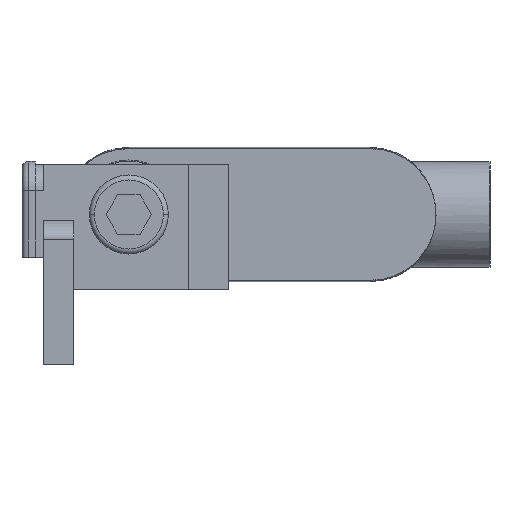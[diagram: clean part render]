
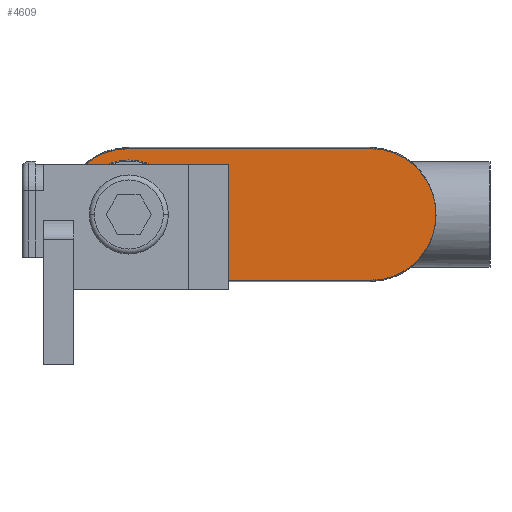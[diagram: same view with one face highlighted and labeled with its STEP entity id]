
A CAD part, left-side view. The second image highlights one B-rep face of the part: STEP entity #4609.
In plain terms, the highlighted face is planar.
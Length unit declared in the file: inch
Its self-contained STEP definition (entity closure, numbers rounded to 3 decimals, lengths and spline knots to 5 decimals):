
#500 = CARTESIAN_POINT ( 'NONE',  ( -1.2045, 0.58, -0.66038 ) ) ;
#774 = DIRECTION ( 'NONE',  ( 0., 0., 1. ) ) ;
#849 = ORIENTED_EDGE ( 'NONE', *, *, #5343, .F. ) ;
#978 = DIRECTION ( 'NONE',  ( 1., 0., 0. ) ) ;
#986 = FACE_BOUND ( 'NONE', #2498, .T. ) ;
#1185 = CARTESIAN_POINT ( 'NONE',  ( -1.2045, 0.58, 0.66038 ) ) ;
#1243 = CARTESIAN_POINT ( 'NONE',  ( -1.2045, 0.58, 0. ) ) ;
#1422 = FACE_OUTER_BOUND ( 'NONE', #6110, .T. ) ;
#1535 = CARTESIAN_POINT ( 'NONE',  ( -1.2045, 0.58, -0.545 ) ) ;
#1572 = DIRECTION ( 'NONE',  ( 0., 1., 0. ) ) ;
#1708 = CARTESIAN_POINT ( 'NONE',  ( -1.2045, 0.58, 0. ) ) ;
#1726 = EDGE_CURVE ( 'NONE', #4004, #6128, #5117, .T. ) ;
#2498 = EDGE_LOOP ( 'NONE', ( #849, #2624 ) ) ;
#2530 = CARTESIAN_POINT ( 'NONE',  ( -1.2045, 0.58, -0.66038 ) ) ;
#2624 = ORIENTED_EDGE ( 'NONE', *, *, #6772, .F. ) ;
#2643 = VERTEX_POINT ( 'NONE', #5475 ) ;
#2671 = CIRCLE ( 'NONE', #6062, 0.66038 ) ;
#2697 = EDGE_CURVE ( 'NONE', #6128, #8121, #7479, .T. ) ;
#2866 = VECTOR ( 'NONE', #978, 39.37008 ) ;
#2952 = CARTESIAN_POINT ( 'NONE',  ( -1.2045, 0.58, 0.66038 ) ) ;
#3850 = AXIS2_PLACEMENT_3D ( 'NONE', #6892, #6529, #6496 ) ;
#4004 = VERTEX_POINT ( 'NONE', #6869 ) ;
#4073 = CARTESIAN_POINT ( 'NONE',  ( -1.2045, 0.58, 0.545 ) ) ;
#4403 = DIRECTION ( 'NONE',  ( 0., 0., 1. ) ) ;
#4609 = ADVANCED_FACE ( 'NONE', ( #1422, #986 ), #6557, .T. ) ;
#4878 = CIRCLE ( 'NONE', #4886, 0.545 ) ;
#4886 = AXIS2_PLACEMENT_3D ( 'NONE', #1708, #1572, #774 ) ;
#5117 = LINE ( 'NONE', #500, #6659 ) ;
#5283 = ORIENTED_EDGE ( 'NONE', *, *, #5360, .T. ) ;
#5301 = DIRECTION ( 'NONE',  ( 0., 0., 1. ) ) ;
#5343 = EDGE_CURVE ( 'NONE', #7540, #6304, #4878, .T. ) ;
#5360 = EDGE_CURVE ( 'NONE', #8121, #2643, #6415, .T. ) ;
#5391 = AXIS2_PLACEMENT_3D ( 'NONE', #7503, #7657, #4403 ) ;
#5436 = DIRECTION ( 'NONE',  ( 0., 0., 1. ) ) ;
#5450 = DIRECTION ( 'NONE',  ( 0., 1., 0. ) ) ;
#5462 = CARTESIAN_POINT ( 'NONE',  ( 1.2045, 0.58, 0. ) ) ;
#5475 = CARTESIAN_POINT ( 'NONE',  ( 1.2045, 0.58, 0.66038 ) ) ;
#5621 = ORIENTED_EDGE ( 'NONE', *, *, #2697, .T. ) ;
#5732 = EDGE_CURVE ( 'NONE', #2643, #4004, #2671, .T. ) ;
#6062 = AXIS2_PLACEMENT_3D ( 'NONE', #5462, #5450, #5436 ) ;
#6110 = EDGE_LOOP ( 'NONE', ( #5621, #5283, #7635, #8597 ) ) ;
#6128 = VERTEX_POINT ( 'NONE', #2530 ) ;
#6304 = VERTEX_POINT ( 'NONE', #1535 ) ;
#6415 = LINE ( 'NONE', #1185, #2866 ) ;
#6496 = DIRECTION ( 'NONE',  ( 0., 0., 1. ) ) ;
#6529 = DIRECTION ( 'NONE',  ( 0., 1., 0. ) ) ;
#6557 = PLANE ( 'NONE',  #3850 ) ;
#6620 = CIRCLE ( 'NONE', #5391, 0.545 ) ;
#6659 = VECTOR ( 'NONE', #8581, 39.37008 ) ;
#6772 = EDGE_CURVE ( 'NONE', #6304, #7540, #6620, .T. ) ;
#6869 = CARTESIAN_POINT ( 'NONE',  ( 1.2045, 0.58, -0.66038 ) ) ;
#6892 = CARTESIAN_POINT ( 'NONE',  ( -1.2045, 0.58, 0. ) ) ;
#7244 = AXIS2_PLACEMENT_3D ( 'NONE', #1243, #8475, #5301 ) ;
#7479 = CIRCLE ( 'NONE', #7244, 0.66038 ) ;
#7503 = CARTESIAN_POINT ( 'NONE',  ( -1.2045, 0.58, 0. ) ) ;
#7540 = VERTEX_POINT ( 'NONE', #4073 ) ;
#7635 = ORIENTED_EDGE ( 'NONE', *, *, #5732, .T. ) ;
#7657 = DIRECTION ( 'NONE',  ( 0., 1., 0. ) ) ;
#8121 = VERTEX_POINT ( 'NONE', #2952 ) ;
#8475 = DIRECTION ( 'NONE',  ( 0., 1., 0. ) ) ;
#8581 = DIRECTION ( 'NONE',  ( -1., 0., 0. ) ) ;
#8597 = ORIENTED_EDGE ( 'NONE', *, *, #1726, .T. ) ;
